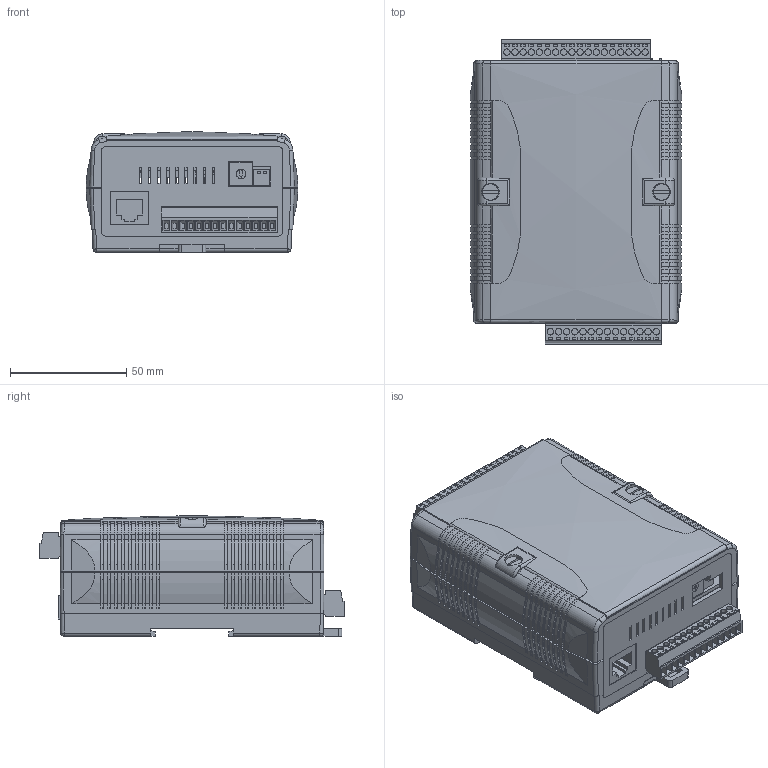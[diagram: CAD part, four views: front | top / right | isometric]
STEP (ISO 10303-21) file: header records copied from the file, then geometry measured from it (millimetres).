
FILE_DESCRIPTION (( 'STEP AP203' ), '1' );
FILE_NAME ('uPAC-5001D-CAN2.STEP', '2018-04-19T02:05:49', ( 'user' ), ( '' ), 'SwSTEP 2.0', 'SolidWorks 2013', '' );
FILE_SCHEMA (( 'CONFIG_CONTROL_DESIGN' ));
Length unit declared in the file: millimetre
Products named in the file (23): 7000-02ds.sldasm-Part-18-3; uPAC-5001D-CAN2_PCB; ME030-35014; 4SIL1G0000015; SW_7X7; MC420-350_14; uPAC-5001_01; 箭頭SW_0-F; RJ45-1x1_no led; MicroSD_00; 7000-02ds.sldasm-Part-8-3; uPAC-5001-M_PCB-1; uPAC-5001D-CAN2; 5K下蓋_灰; 7000-02ds.sldasm-Part-11-3-3; 5K上蓋_灰; ME030-35018; 7000-02ds.sldasm-Part-13-3; MC420-350_18; 7000-02ds.sldasm-Part-10-3-3; 7000-02ds.sldasm-Part-4-3; XW; SD座-3
Assembly tree (23 placements, depth 4):
  uPAC-5001D-CAN2
    uPAC-5001D-CAN2_PCB
      7000-02ds.sldasm-Part-10-3-3
      SD座-3
      ME030-35014
      MC420-350_14
      RJ45-1x1_no led
      uPAC-5001-M_PCB-1
      XW
        7000-02ds.sldasm-Part-11-3-3
        ME030-35018
        MC420-350_18
    SW_7X7
    箭頭SW_0-F
    7000-02ds.sldasm-Part-8-3
    5K下蓋_灰
    5K上蓋_灰
    7000-02ds.sldasm-Part-13-3  x2
    7000-02ds.sldasm-Part-4-3
    7000-02ds.sldasm-Part-18-3
    4SIL1G0000015
    uPAC-5001_01
    MicroSD_00
Bounding box: 91 x 131.05 x 52 mm (x, y, z)
Volume: 134310.1 mm3; surface area: 167269.6 mm2
Topology: 21 solids, 21 shells, 4217 faces, 10987 edges, 7080 vertices
Faces by surface type: plane 3372, cylinder 762, bspline 60, sphere 19, torus 4
Entity records: 132886 total; most frequent: CARTESIAN_POINT 29526, ORIENTED_EDGE 21524, DIRECTION 19482, EDGE_CURVE 10762, VECTOR 9012, LINE 9012, VERTEX_POINT 6930, AXIS2_PLACEMENT_3D 5235
